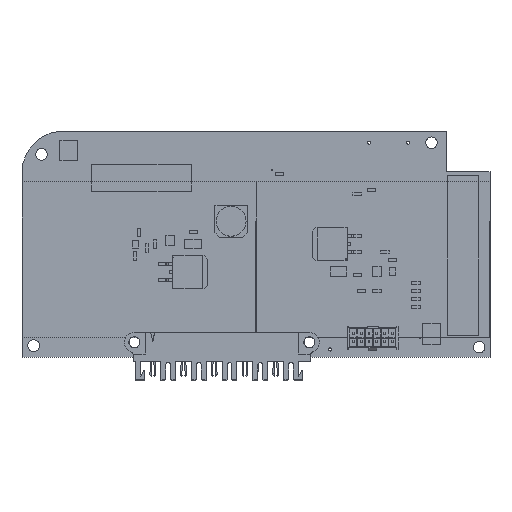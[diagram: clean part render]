
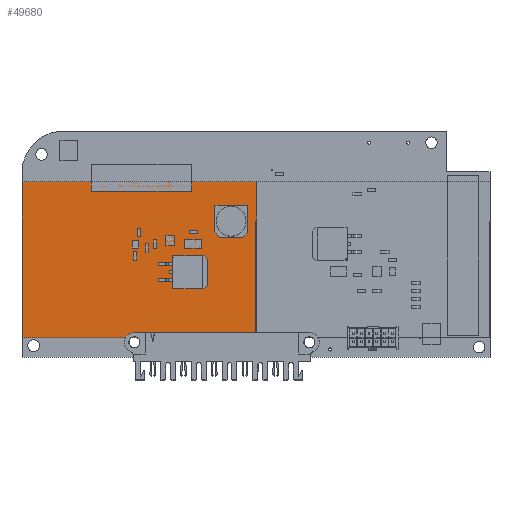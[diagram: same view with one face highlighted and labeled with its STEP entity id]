
A CAD part, top view. The second image highlights one B-rep face of the part: STEP entity #49680.
In plain terms, the highlighted planar face has unit normal (0, 0, 1).
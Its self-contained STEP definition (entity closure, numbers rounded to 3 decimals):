
#2655=PLANE('',#53487);
#5011=FACE_OUTER_BOUND('',#7947,.T.);
#7947=EDGE_LOOP('',(#44441,#44442,#44443,#44444));
#13395=LINE('',#79873,#18851);
#13398=LINE('',#79879,#18854);
#13401=LINE('',#79885,#18857);
#13404=LINE('',#79889,#18860);
#18851=VECTOR('',#66105,10.);
#18854=VECTOR('',#66110,10.);
#18857=VECTOR('',#66115,10.);
#18860=VECTOR('',#66120,10.);
#24409=VERTEX_POINT('',#79870);
#24410=VERTEX_POINT('',#79872);
#24412=VERTEX_POINT('',#79878);
#24414=VERTEX_POINT('',#79884);
#31083=EDGE_CURVE('',#24410,#24409,#13395,.T.);
#31086=EDGE_CURVE('',#24412,#24410,#13398,.T.);
#31089=EDGE_CURVE('',#24414,#24412,#13401,.T.);
#31092=EDGE_CURVE('',#24409,#24414,#13404,.T.);
#44441=ORIENTED_EDGE('',*,*,#31092,.T.);
#44442=ORIENTED_EDGE('',*,*,#31089,.T.);
#44443=ORIENTED_EDGE('',*,*,#31086,.T.);
#44444=ORIENTED_EDGE('',*,*,#31083,.T.);
#49680=ADVANCED_FACE('',(#5011),#2655,.T.);
#53487=AXIS2_PLACEMENT_3D('',#79890,#66121,#66122);
#66105=DIRECTION('',(-1.,0.,0.));
#66110=DIRECTION('',(0.,1.,0.));
#66115=DIRECTION('',(1.,0.,0.));
#66120=DIRECTION('',(0.,-1.,0.));
#66121=DIRECTION('center_axis',(0.,0.,1.));
#66122=DIRECTION('ref_axis',(1.,0.,0.));
#79870=CARTESIAN_POINT('',(-38.1,25.4,0.1));
#79872=CARTESIAN_POINT('',(38.1,25.4,0.1));
#79873=CARTESIAN_POINT('',(38.1,25.4,0.1));
#79878=CARTESIAN_POINT('',(38.1,-25.4,0.1));
#79879=CARTESIAN_POINT('',(38.1,-25.4,0.1));
#79884=CARTESIAN_POINT('',(-38.1,-25.4,0.1));
#79885=CARTESIAN_POINT('',(-38.1,-25.4,0.1));
#79889=CARTESIAN_POINT('',(-38.1,25.4,0.1));
#79890=CARTESIAN_POINT('Origin',(0.,0.,0.1));
